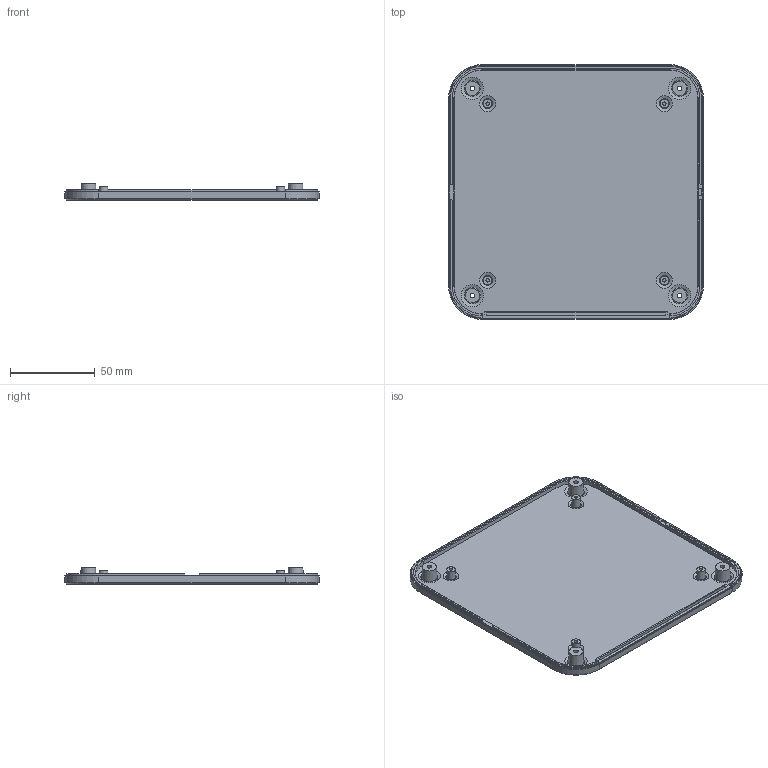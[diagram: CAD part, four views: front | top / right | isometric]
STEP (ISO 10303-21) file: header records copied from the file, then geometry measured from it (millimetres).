
FILE_DESCRIPTION(/* description */ ('STEP AP203'),/* implementation_level */ '2;1');
FILE_NAME(/* name */ 'HH-1515 v2.step',/* time_stamp */ '2025-09-29T14:15:48+03:00',/* author */ (''),/* organization */ (''),/* preprocessor_version */ 'ST-DEVELOPER v20.1',/* originating_system */ 'Autodesk Translation Framework v14.10.0.0',/* authorisation */ '');
FILE_SCHEMA (('AUTOMOTIVE_DESIGN { 1 0 10303 214 3 1 1 }'));
Length unit declared in the file: millimetre
Products named in the file (1): HH-1515
Bounding box: 149.95 x 149.95 x 9.9 mm (x, y, z)
Volume: 72867 mm3; surface area: 51148 mm2
Topology: 1 solids, 1 shells, 147 faces, 334 edges, 220 vertices
Faces by surface type: plane 81, cone 46, bspline 12, cylinder 8
Full cylindrical faces by diameter (mm): 2 x4
Entity records: 4587 total; most frequent: CARTESIAN_POINT 1204, DIRECTION 682, ORIENTED_EDGE 668, EDGE_CURVE 334, AXIS2_PLACEMENT_3D 240, VERTEX_POINT 220, LINE 202, VECTOR 202
